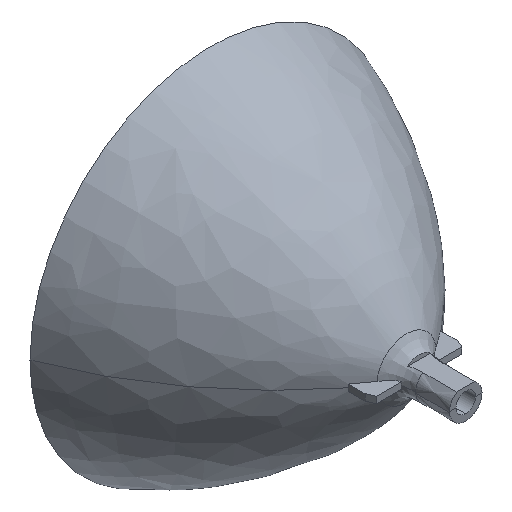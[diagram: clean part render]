
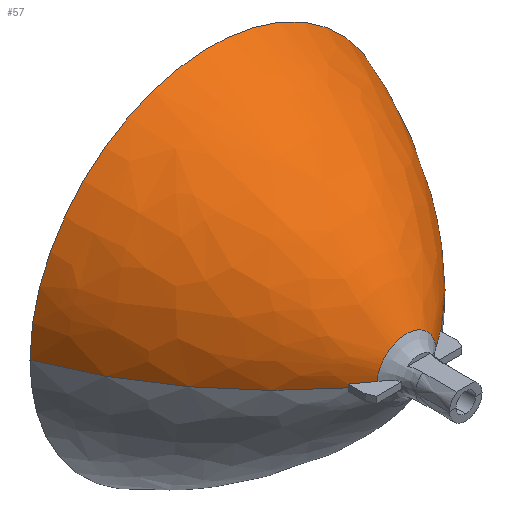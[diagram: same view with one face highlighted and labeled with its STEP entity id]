
A CAD part, isometric view. The second image highlights one B-rep face of the part: STEP entity #57.
In plain terms, the highlighted free-form (B-spline) face has degree [2, 2] with [5, 3] control points.
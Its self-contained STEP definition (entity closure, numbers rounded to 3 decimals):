
#57=ADVANCED_FACE('',(#105),#800,.T.);
#105=FACE_OUTER_BOUND('',#153,.T.);
#153=EDGE_LOOP('',(#376,#377,#378,#379,#380,#381,#382,#383));
#376=ORIENTED_EDGE('',*,*,#535,.T.);
#377=ORIENTED_EDGE('',*,*,#436,.T.);
#378=ORIENTED_EDGE('',*,*,#457,.T.);
#379=ORIENTED_EDGE('',*,*,#437,.T.);
#380=ORIENTED_EDGE('',*,*,#435,.T.);
#381=ORIENTED_EDGE('',*,*,#459,.T.);
#382=ORIENTED_EDGE('',*,*,#534,.F.);
#383=ORIENTED_EDGE('',*,*,#533,.F.);
#435=EDGE_CURVE('',#687,#685,#618,.T.);
#436=EDGE_CURVE('',#688,#689,#619,.T.);
#437=EDGE_CURVE('',#690,#687,#620,.T.);
#457=EDGE_CURVE('',#689,#690,#561,.T.);
#459=EDGE_CURVE('',#685,#677,#563,.T.);
#533=EDGE_CURVE('',#748,#749,#601,.T.);
#534=EDGE_CURVE('',#749,#677,#602,.T.);
#535=EDGE_CURVE('',#748,#688,#671,.T.);
#561=(
BOUNDED_CURVE()
B_SPLINE_CURVE(2,(#1604,#1605,#1606,#1607,#1608),.UNSPECIFIED.,.F.,.F.)
B_SPLINE_CURVE_WITH_KNOTS((3,2,3),(39.697,57.566,75.435),
 .UNSPECIFIED.)
CURVE()
GEOMETRIC_REPRESENTATION_ITEM()
RATIONAL_B_SPLINE_CURVE((1.,0.744,1.,0.744,1.))
REPRESENTATION_ITEM('')
);
#563=(
BOUNDED_CURVE()
B_SPLINE_CURVE(2,(#1614,#1615,#1616),.UNSPECIFIED.,.F.,.F.)
B_SPLINE_CURVE_WITH_KNOTS((3,3),(245.974,289.225),
 .UNSPECIFIED.)
CURVE()
GEOMETRIC_REPRESENTATION_ITEM()
RATIONAL_B_SPLINE_CURVE((1.,0.9,1.))
REPRESENTATION_ITEM('')
);
#601=(
BOUNDED_CURVE()
B_SPLINE_CURVE(2,(#1860,#1861,#1862),.UNSPECIFIED.,.F.,.F.)
B_SPLINE_CURVE_WITH_KNOTS((3,3),(245.974,289.225),
 .UNSPECIFIED.)
CURVE()
GEOMETRIC_REPRESENTATION_ITEM()
RATIONAL_B_SPLINE_CURVE((1.,0.9,1.))
REPRESENTATION_ITEM('')
);
#602=(
BOUNDED_CURVE()
B_SPLINE_CURVE(2,(#1863,#1864,#1865,#1866,#1867),.UNSPECIFIED.,.F.,.F.)
B_SPLINE_CURVE_WITH_KNOTS((3,2,3),(139.972,209.957,279.943),
 .UNSPECIFIED.)
CURVE()
GEOMETRIC_REPRESENTATION_ITEM()
RATIONAL_B_SPLINE_CURVE((1.,0.707,1.,0.707,1.))
REPRESENTATION_ITEM('')
);
#618=B_SPLINE_CURVE_WITH_KNOTS('',3,(#1473,#1474,#1475,#1476),
 .UNSPECIFIED.,.F.,.F.,(4,4),(0.,0.83),.UNSPECIFIED.);
#619=B_SPLINE_CURVE_WITH_KNOTS('',3,(#1477,#1478,#1479,#1480,#1481,#1482),
 .UNSPECIFIED.,.F.,.F.,(4,2,4),(0.,4.757,5.327),
 .UNSPECIFIED.);
#620=B_SPLINE_CURVE_WITH_KNOTS('',3,(#1483,#1484,#1485,#1486,#1487,#1488),
 .UNSPECIFIED.,.F.,.F.,(4,2,4),(4.178,4.748,9.505),
 .UNSPECIFIED.);
#671=B_SPLINE_CURVE_WITH_KNOTS('',3,(#1868,#1869,#1870,#1871),
 .UNSPECIFIED.,.F.,.F.,(4,4),(0.83,1.661),
 .UNSPECIFIED.);
#677=VERTEX_POINT('',#1332);
#685=VERTEX_POINT('',#1340);
#687=VERTEX_POINT('',#1342);
#688=VERTEX_POINT('',#1343);
#689=VERTEX_POINT('',#1344);
#690=VERTEX_POINT('',#1345);
#748=VERTEX_POINT('',#1403);
#749=VERTEX_POINT('',#1404);
#800=(
BOUNDED_SURFACE()
B_SPLINE_SURFACE(2,2,((#1267,#1268,#1269),(#1270,#1271,#1272),(#1273,#1274,
#1275),(#1276,#1277,#1278),(#1279,#1280,#1281)),.UNSPECIFIED.,.F.,.F.,.F.)
B_SPLINE_SURFACE_WITH_KNOTS((3,2,3),(3,3),(139.972,209.957,
279.943),(241.705,289.225),.UNSPECIFIED.)
GEOMETRIC_REPRESENTATION_ITEM()
RATIONAL_B_SPLINE_SURFACE(((0.943,0.803,0.882),
(0.667,0.568,0.624),(0.943,
0.803,0.882),(0.667,0.568,
0.624),(0.943,0.803,0.882)))
REPRESENTATION_ITEM('')
SURFACE()
);
#1267=CARTESIAN_POINT('',(1787.161,-75.532,2.391));
#1268=CARTESIAN_POINT('',(1759.439,-56.546,2.391));
#1269=CARTESIAN_POINT('',(1747.856,-24.891,2.391));
#1270=CARTESIAN_POINT('',(1787.161,-75.532,10.087));
#1271=CARTESIAN_POINT('',(1759.439,-56.546,37.809));
#1272=CARTESIAN_POINT('',(1747.856,-24.891,49.391));
#1273=CARTESIAN_POINT('',(1794.856,-75.532,10.087));
#1274=CARTESIAN_POINT('',(1794.856,-56.546,37.809));
#1275=CARTESIAN_POINT('',(1794.856,-24.891,49.391));
#1276=CARTESIAN_POINT('',(1802.552,-75.532,10.087));
#1277=CARTESIAN_POINT('',(1830.274,-56.546,37.809));
#1278=CARTESIAN_POINT('',(1841.856,-24.891,49.391));
#1279=CARTESIAN_POINT('',(1802.552,-75.532,2.391));
#1280=CARTESIAN_POINT('',(1830.274,-56.546,2.391));
#1281=CARTESIAN_POINT('',(1841.856,-24.891,2.391));
#1332=CARTESIAN_POINT('',(1841.856,-24.891,2.391));
#1340=CARTESIAN_POINT('',(1806.814,-72.43,2.391));
#1342=CARTESIAN_POINT('',(1806.814,-72.407,3.221));
#1343=CARTESIAN_POINT('',(1782.899,-72.407,3.221));
#1344=CARTESIAN_POINT('',(1787.206,-75.532,3.221));
#1345=CARTESIAN_POINT('',(1802.507,-75.532,3.221));
#1403=CARTESIAN_POINT('',(1782.899,-72.43,2.391));
#1404=CARTESIAN_POINT('',(1747.856,-24.891,2.391));
#1473=CARTESIAN_POINT('',(1806.814,-72.407,3.221));
#1474=CARTESIAN_POINT('',(1806.814,-72.422,2.945));
#1475=CARTESIAN_POINT('',(1806.814,-72.43,2.668));
#1476=CARTESIAN_POINT('',(1806.814,-72.43,2.391));
#1477=CARTESIAN_POINT('',(1782.899,-72.407,3.221));
#1478=CARTESIAN_POINT('',(1784.152,-73.373,3.221));
#1479=CARTESIAN_POINT('',(1785.434,-74.311,3.221));
#1480=CARTESIAN_POINT('',(1786.892,-75.317,3.221));
#1481=CARTESIAN_POINT('',(1787.049,-75.425,3.221));
#1482=CARTESIAN_POINT('',(1787.206,-75.532,3.221));
#1483=CARTESIAN_POINT('',(1802.507,-75.532,3.221));
#1484=CARTESIAN_POINT('',(1802.664,-75.425,3.221));
#1485=CARTESIAN_POINT('',(1802.821,-75.317,3.221));
#1486=CARTESIAN_POINT('',(1804.279,-74.311,3.221));
#1487=CARTESIAN_POINT('',(1805.56,-73.373,3.221));
#1488=CARTESIAN_POINT('',(1806.814,-72.407,3.221));
#1604=CARTESIAN_POINT('',(1787.206,-75.532,3.221));
#1605=CARTESIAN_POINT('',(1787.95,-75.532,10.087));
#1606=CARTESIAN_POINT('',(1794.856,-75.532,10.087));
#1607=CARTESIAN_POINT('',(1801.763,-75.532,10.087));
#1608=CARTESIAN_POINT('',(1802.507,-75.532,3.221));
#1614=CARTESIAN_POINT('',(1806.814,-72.43,2.391));
#1615=CARTESIAN_POINT('',(1831.406,-53.452,2.391));
#1616=CARTESIAN_POINT('',(1841.856,-24.891,2.391));
#1860=CARTESIAN_POINT('',(1782.899,-72.43,2.391));
#1861=CARTESIAN_POINT('',(1758.307,-53.452,2.391));
#1862=CARTESIAN_POINT('',(1747.856,-24.891,2.391));
#1863=CARTESIAN_POINT('',(1747.856,-24.891,2.391));
#1864=CARTESIAN_POINT('',(1747.856,-24.891,49.391));
#1865=CARTESIAN_POINT('',(1794.856,-24.891,49.391));
#1866=CARTESIAN_POINT('',(1841.856,-24.891,49.391));
#1867=CARTESIAN_POINT('',(1841.856,-24.891,2.391));
#1868=CARTESIAN_POINT('',(1782.899,-72.43,2.391));
#1869=CARTESIAN_POINT('',(1782.899,-72.43,2.668));
#1870=CARTESIAN_POINT('',(1782.899,-72.422,2.945));
#1871=CARTESIAN_POINT('',(1782.899,-72.407,3.221));
